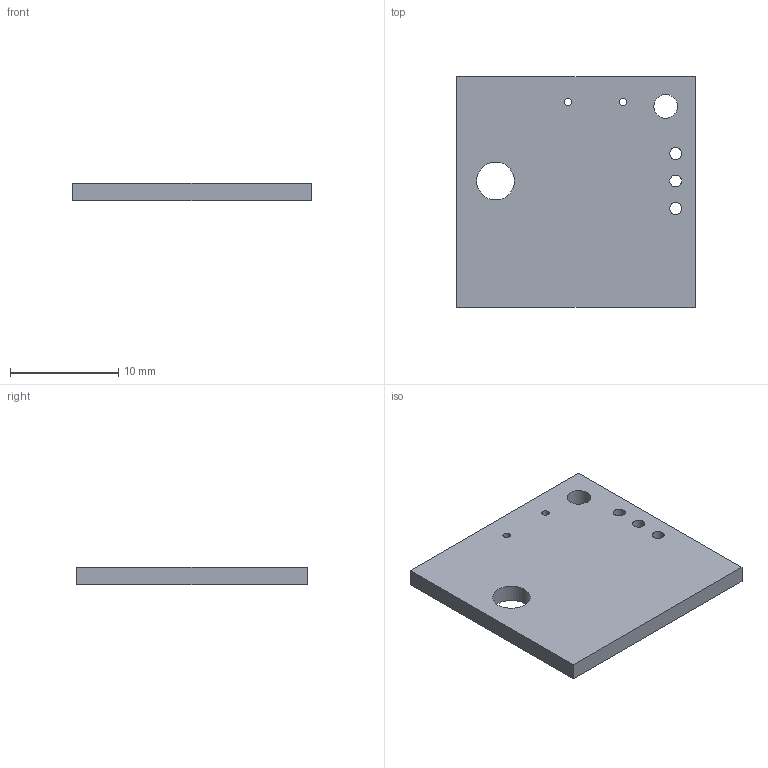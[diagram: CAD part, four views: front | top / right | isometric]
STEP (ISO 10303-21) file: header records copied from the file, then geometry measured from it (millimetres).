
FILE_DESCRIPTION(('KiCad electronic assembly'),'2;1');
FILE_NAME('pulltab.step','2025-01-17T16:01:44',('Pcbnew'),('Kicad'), 'Open CASCADE STEP processor 7.7','KiCad to STEP converter','Unknown' );
FILE_SCHEMA(('AUTOMOTIVE_DESIGN { 1 0 10303 214 1 1 1 1 }'));
Length unit declared in the file: millimetre
Products named in the file (2): pulltab 1; pulltab_PCB
Assembly tree (1 placements, depth 2):
  pulltab 1
    pulltab_PCB
Bounding box: 22.1 x 21.34 x 1.6 mm (x, y, z)
Volume: 727.1 mm3; surface area: 1100.1 mm2
Topology: 1 solids, 1 shells, 13 faces, 33 edges, 22 vertices
Faces by surface type: cylinder 7, plane 6
Full cylindrical faces by diameter (mm): 0.7 x2, 1.1 x3, 2.2 x1, 3.5 x1
Entity records: 466 total; most frequent: DIRECTION 77, CARTESIAN_POINT 70, ORIENTED_EDGE 66, EDGE_CURVE 33, AXIS2_PLACEMENT_3D 29, FACE_BOUND 27, EDGE_LOOP 27, VERTEX_POINT 22
